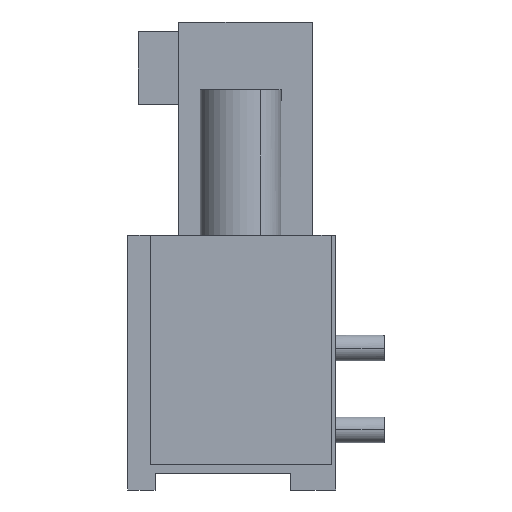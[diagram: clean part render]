
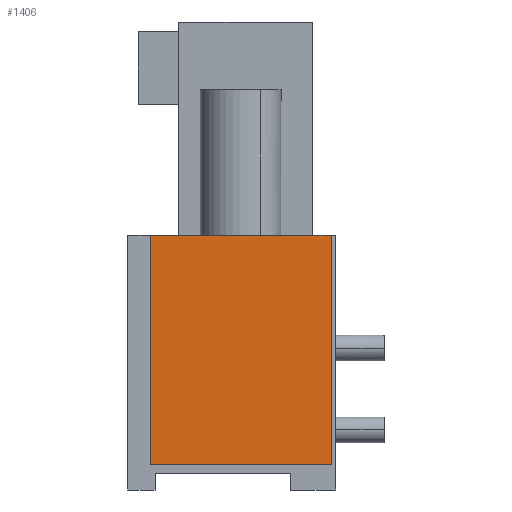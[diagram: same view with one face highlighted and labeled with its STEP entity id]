
A CAD part, left-side view. The second image highlights one B-rep face of the part: STEP entity #1406.
In plain terms, the highlighted planar face has unit normal (-1, 0, 0).
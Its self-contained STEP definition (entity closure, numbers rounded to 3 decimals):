
#447=CARTESIAN_POINT('Vertex',(0.,7.25,7.9)) ;
#450=CARTESIAN_POINT('Line Origine',(0.,4.45,7.9)) ;
#454=CARTESIAN_POINT('Vertex',(0.,1.65,7.9)) ;
#719=CARTESIAN_POINT('Vertex',(0.,1.65,0.8)) ;
#722=CARTESIAN_POINT('Line Origine',(0.,1.65,4.35)) ;
#739=CARTESIAN_POINT('Line Origine',(0.,4.45,0.8)) ;
#743=CARTESIAN_POINT('Vertex',(0.,7.25,0.8)) ;
#781=CARTESIAN_POINT('Line Origine',(0.,7.25,4.35)) ;
#1395=CARTESIAN_POINT('Axis2P3D Location',(0.,7.25,7.9)) ;
#451=DIRECTION('Vector Direction',(0.,-1.,0.)) ;
#723=DIRECTION('Vector Direction',(0.,0.,-1.)) ;
#740=DIRECTION('Vector Direction',(0.,-1.,0.)) ;
#782=DIRECTION('Vector Direction',(0.,0.,-1.)) ;
#1396=DIRECTION('Axis2P3D Direction',(1.,0.,0.)) ;
#1397=DIRECTION('Axis2P3D XDirection',(0.,-1.,0.)) ;
#1398=AXIS2_PLACEMENT_3D('Plane Axis2P3D',#1395,#1396,#1397) ;
#1401=ORIENTED_EDGE('',*,*,#745,.T.) ;
#1402=ORIENTED_EDGE('',*,*,#726,.F.) ;
#1403=ORIENTED_EDGE('',*,*,#456,.F.) ;
#1404=ORIENTED_EDGE('',*,*,#785,.T.) ;
#452=VECTOR('Line Direction',#451,1.) ;
#724=VECTOR('Line Direction',#723,1.) ;
#741=VECTOR('Line Direction',#740,1.) ;
#783=VECTOR('Line Direction',#782,1.) ;
#1406=ADVANCED_FACE('HOUSING',(#1405),#1399,.F.) ;
#456=EDGE_CURVE('',#448,#455,#453,.T.) ;
#726=EDGE_CURVE('',#455,#720,#725,.T.) ;
#745=EDGE_CURVE('',#744,#720,#742,.T.) ;
#785=EDGE_CURVE('',#448,#744,#784,.T.) ;
#1400=EDGE_LOOP('',(#1401,#1402,#1403,#1404)) ;
#1405=FACE_OUTER_BOUND('',#1400,.T.) ;
#453=LINE('Line',#450,#452) ;
#725=LINE('Line',#722,#724) ;
#742=LINE('Line',#739,#741) ;
#784=LINE('Line',#781,#783) ;
#1399=PLANE('',#1398) ;
#448=VERTEX_POINT('',#447) ;
#455=VERTEX_POINT('',#454) ;
#720=VERTEX_POINT('',#719) ;
#744=VERTEX_POINT('',#743) ;
